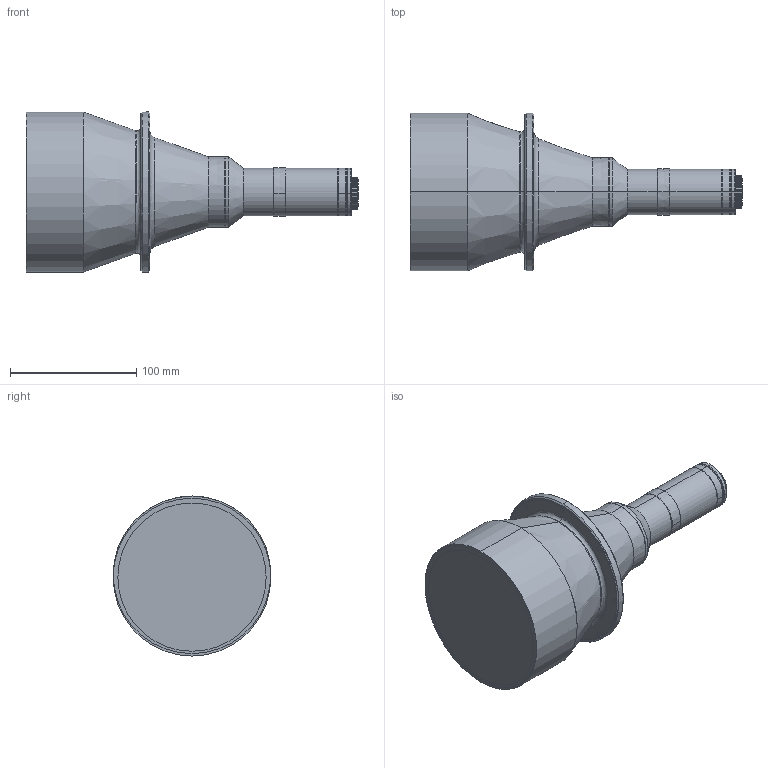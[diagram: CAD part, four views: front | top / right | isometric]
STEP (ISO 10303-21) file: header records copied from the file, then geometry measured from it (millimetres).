
FILE_DESCRIPTION (( 'STEP AP214' ), '1' );
FILE_NAME ('610020.STEP', '2019-10-21T05:59:26', ( '' ), ( '' ), 'SwSTEP 2.0', 'SolidWorks 2016', '' );
FILE_SCHEMA (( 'AUTOMOTIVE_DESIGN' ));
Length unit declared in the file: millimetre
Products named in the file (1): 610020
Bounding box: 262.93 x 125 x 126.83 mm (x, y, z)
Surface area: 250417.8 mm2 (no closed solid volume)
Topology: 0 solids, 13 shells, 422 faces, 1053 edges, 675 vertices
Faces by surface type: cylinder 163, cone 112, plane 101, bspline 36, torus 6, sphere 4
Entity records: 15815 total; most frequent: CARTESIAN_POINT 5459, DIRECTION 2245, ORIENTED_EDGE 2068, EDGE_CURVE 1053, AXIS2_PLACEMENT_3D 915, VERTEX_POINT 675, CIRCLE 528, EDGE_LOOP 483
